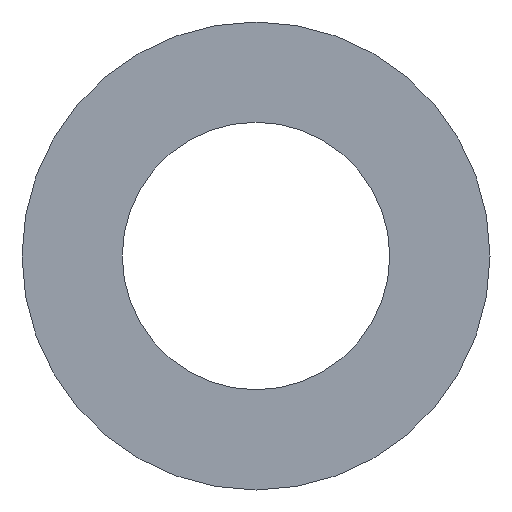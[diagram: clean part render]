
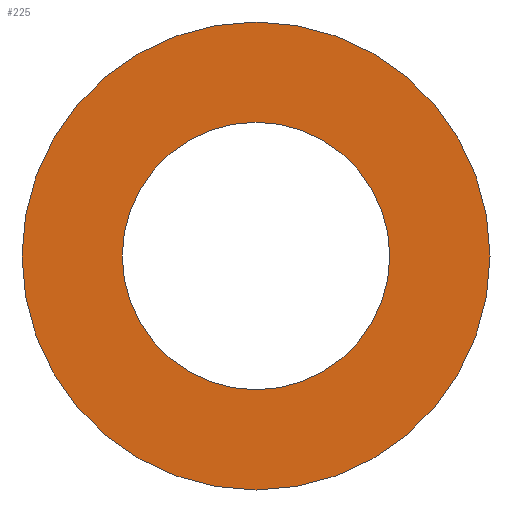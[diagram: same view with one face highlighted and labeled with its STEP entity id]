
A CAD part, left-side view. The second image highlights one B-rep face of the part: STEP entity #225.
In plain terms, the highlighted planar face has unit normal (-1, 0, 0).
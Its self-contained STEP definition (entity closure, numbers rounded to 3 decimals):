
#4 = AXIS2_PLACEMENT_3D ( 'NONE', #29, #153, #236 ) ;
#12 = DIRECTION ( 'NONE',  ( -1., 0., 0. ) ) ;
#21 = EDGE_CURVE ( 'NONE', #25, #144, #142, .T. ) ;
#23 = CIRCLE ( 'NONE', #227, 2. ) ;
#25 = VERTEX_POINT ( 'NONE', #167 ) ;
#29 = CARTESIAN_POINT ( 'NONE',  ( -0.2, 0., 0. ) ) ;
#37 = ORIENTED_EDGE ( 'NONE', *, *, #101, .F. ) ;
#43 = DIRECTION ( 'NONE',  ( -1., 0., 0. ) ) ;
#53 = AXIS2_PLACEMENT_3D ( 'NONE', #196, #12, #149 ) ;
#59 = EDGE_CURVE ( 'NONE', #189, #217, #178, .T. ) ;
#69 = AXIS2_PLACEMENT_3D ( 'NONE', #159, #205, #93 ) ;
#76 = ORIENTED_EDGE ( 'NONE', *, *, #206, .T. ) ;
#83 = EDGE_LOOP ( 'NONE', ( #103, #37 ) ) ;
#92 = CARTESIAN_POINT ( 'NONE',  ( -0.2, 0., 3.5 ) ) ;
#93 = DIRECTION ( 'NONE',  ( 0., 0., 1. ) ) ;
#101 = EDGE_CURVE ( 'NONE', #217, #189, #23, .T. ) ;
#103 = ORIENTED_EDGE ( 'NONE', *, *, #59, .F. ) ;
#113 = FACE_OUTER_BOUND ( 'NONE', #274, .T. ) ;
#142 = CIRCLE ( 'NONE', #4, 3.5 ) ;
#144 = VERTEX_POINT ( 'NONE', #92 ) ;
#149 = DIRECTION ( 'NONE',  ( 0., 0., 1. ) ) ;
#153 = DIRECTION ( 'NONE',  ( -1., 0., 0. ) ) ;
#159 = CARTESIAN_POINT ( 'NONE',  ( -0.2, 0., 0. ) ) ;
#167 = CARTESIAN_POINT ( 'NONE',  ( -0.2, 0., -3.5 ) ) ;
#177 = DIRECTION ( 'NONE',  ( -1., 0., 0. ) ) ;
#178 = CIRCLE ( 'NONE', #53, 2. ) ;
#186 = ORIENTED_EDGE ( 'NONE', *, *, #21, .T. ) ;
#189 = VERTEX_POINT ( 'NONE', #240 ) ;
#194 = CIRCLE ( 'NONE', #69, 3.5 ) ;
#196 = CARTESIAN_POINT ( 'NONE',  ( -0.2, 0., 0. ) ) ;
#199 = FACE_BOUND ( 'NONE', #83, .T. ) ;
#205 = DIRECTION ( 'NONE',  ( -1., 0., 0. ) ) ;
#206 = EDGE_CURVE ( 'NONE', #144, #25, #194, .T. ) ;
#217 = VERTEX_POINT ( 'NONE', #222 ) ;
#222 = CARTESIAN_POINT ( 'NONE',  ( -0.2, 0., -2. ) ) ;
#225 = ADVANCED_FACE ( 'NONE', ( #113, #199 ), #261, .T. ) ;
#227 = AXIS2_PLACEMENT_3D ( 'NONE', #289, #43, #243 ) ;
#236 = DIRECTION ( 'NONE',  ( 0., 0., 1. ) ) ;
#240 = CARTESIAN_POINT ( 'NONE',  ( -0.2, 0., 2. ) ) ;
#243 = DIRECTION ( 'NONE',  ( 0., 0., 1. ) ) ;
#246 = AXIS2_PLACEMENT_3D ( 'NONE', #284, #177, #263 ) ;
#261 = PLANE ( 'NONE',  #246 ) ;
#263 = DIRECTION ( 'NONE',  ( 0., 0., 1. ) ) ;
#274 = EDGE_LOOP ( 'NONE', ( #186, #76 ) ) ;
#284 = CARTESIAN_POINT ( 'NONE',  ( -0.2, 0., 0. ) ) ;
#289 = CARTESIAN_POINT ( 'NONE',  ( -0.2, 0., 0. ) ) ;
